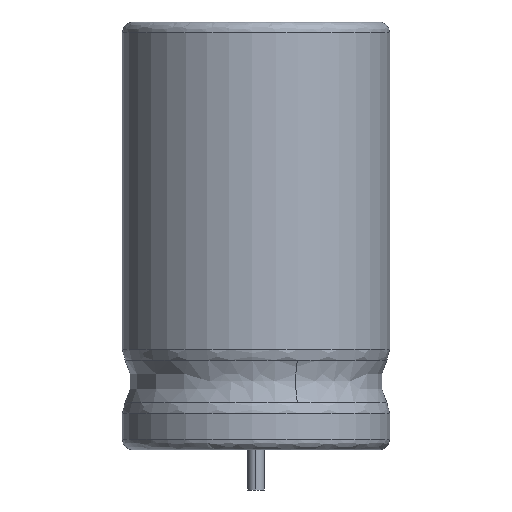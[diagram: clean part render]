
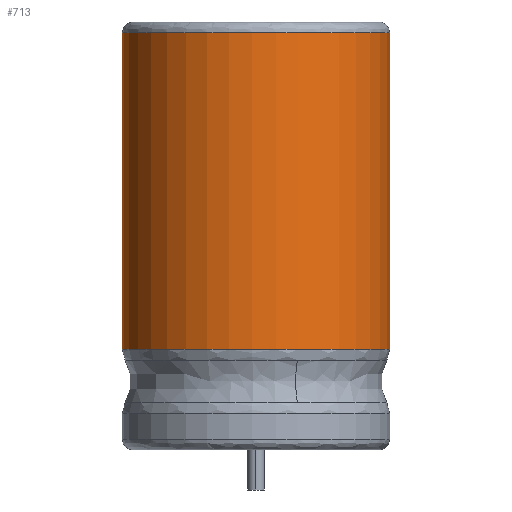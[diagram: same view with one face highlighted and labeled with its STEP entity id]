
A CAD part, left-side view. The second image highlights one B-rep face of the part: STEP entity #713.
In plain terms, the highlighted cylindrical face has radius 5 mm (diameter 10 mm), a partial arc.
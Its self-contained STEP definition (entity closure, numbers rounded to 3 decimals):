
#8 = CIRCLE ( 'NONE', #1864, 5. ) ;
#40 = CARTESIAN_POINT ( 'NONE',  ( 4.698, 1.71, 7.121 ) ) ;
#331 = DIRECTION ( 'NONE',  ( 0., 0., -1. ) ) ;
#337 = LINE ( 'NONE', #1556, #3487 ) ;
#538 = VERTEX_POINT ( 'NONE', #2683 ) ;
#635 = DIRECTION ( 'NONE',  ( 1., 0., 0. ) ) ;
#690 = DIRECTION ( 'NONE',  ( 0., 0., -1. ) ) ;
#713 = ADVANCED_FACE ( 'NONE', ( #2234 ), #1166, .T. ) ;
#731 = EDGE_CURVE ( 'NONE', #1793, #538, #337, .T. ) ;
#1157 = DIRECTION ( 'NONE',  ( 0., 0., 1. ) ) ;
#1166 = CYLINDRICAL_SURFACE ( 'NONE', #2066, 5. ) ;
#1206 = EDGE_CURVE ( 'NONE', #538, #1267, #8, .T. ) ;
#1267 = VERTEX_POINT ( 'NONE', #2661 ) ;
#1366 = ORIENTED_EDGE ( 'NONE', *, *, #731, .T. ) ;
#1556 = CARTESIAN_POINT ( 'NONE',  ( 4.698, 1.71, -0.419 ) ) ;
#1793 = VERTEX_POINT ( 'NONE', #40 ) ;
#1826 = DIRECTION ( 'NONE',  ( 0., 0., 1. ) ) ;
#1858 = LINE ( 'NONE', #3549, #3356 ) ;
#1864 = AXIS2_PLACEMENT_3D ( 'NONE', #2946, #1157, #3256 ) ;
#1977 = EDGE_LOOP ( 'NONE', ( #2856, #1366, #3452, #3618 ) ) ;
#2066 = AXIS2_PLACEMENT_3D ( 'NONE', #3348, #1826, #635 ) ;
#2080 = CIRCLE ( 'NONE', #2898, 5. ) ;
#2234 = FACE_OUTER_BOUND ( 'NONE', #1977, .T. ) ;
#2339 = EDGE_CURVE ( 'NONE', #3933, #1267, #1858, .T. ) ;
#2497 = CARTESIAN_POINT ( 'NONE',  ( 0., 0., 7.121 ) ) ;
#2661 = CARTESIAN_POINT ( 'NONE',  ( 4.698, -1.71, -4.722 ) ) ;
#2683 = CARTESIAN_POINT ( 'NONE',  ( 4.698, 1.71, -4.722 ) ) ;
#2800 = DIRECTION ( 'NONE',  ( 1., 0., 0. ) ) ;
#2856 = ORIENTED_EDGE ( 'NONE', *, *, #3734, .T. ) ;
#2898 = AXIS2_PLACEMENT_3D ( 'NONE', #2497, #690, #2800 ) ;
#2946 = CARTESIAN_POINT ( 'NONE',  ( 0., 0., -4.722 ) ) ;
#3256 = DIRECTION ( 'NONE',  ( 1., 0., 0. ) ) ;
#3348 = CARTESIAN_POINT ( 'NONE',  ( 0., 0., 1.281 ) ) ;
#3356 = VECTOR ( 'NONE', #3874, 1000. ) ;
#3452 = ORIENTED_EDGE ( 'NONE', *, *, #1206, .T. ) ;
#3487 = VECTOR ( 'NONE', #331, 1000. ) ;
#3549 = CARTESIAN_POINT ( 'NONE',  ( 4.698, -1.71, -0.419 ) ) ;
#3558 = CARTESIAN_POINT ( 'NONE',  ( 4.698, -1.71, 7.121 ) ) ;
#3618 = ORIENTED_EDGE ( 'NONE', *, *, #2339, .F. ) ;
#3734 = EDGE_CURVE ( 'NONE', #3933, #1793, #2080, .T. ) ;
#3874 = DIRECTION ( 'NONE',  ( 0., 0., -1. ) ) ;
#3933 = VERTEX_POINT ( 'NONE', #3558 ) ;
